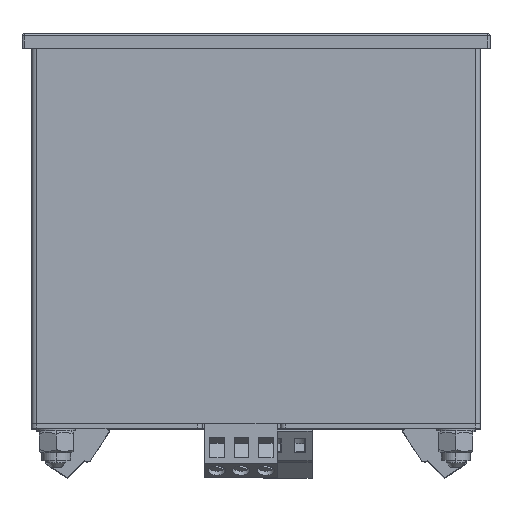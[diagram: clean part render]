
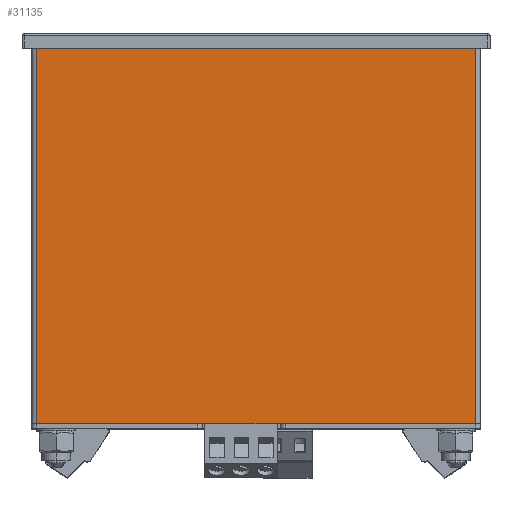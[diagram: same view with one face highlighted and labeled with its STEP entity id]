
A CAD part, top view. The second image highlights one B-rep face of the part: STEP entity #31135.
In plain terms, the highlighted planar face has unit normal (0, 0, 1).
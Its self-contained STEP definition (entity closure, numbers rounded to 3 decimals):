
#31018=CARTESIAN_POINT('',(45.,0.,46.));
#31019=VERTEX_POINT('',#31018);
#31020=CARTESIAN_POINT('',(-45.,0.,46.));
#31021=VERTEX_POINT('',#31020);
#31022=CARTESIAN_POINT('',(45.,0.,46.));
#31023=DIRECTION('',(-1.,0.,0.));
#31024=VECTOR('',#31023,90.);
#31025=LINE('',#31022,#31024);
#31026=EDGE_CURVE('',#31019,#31021,#31025,.T.);
#31105=CARTESIAN_POINT('',(46.,-77.,46.));
#31106=DIRECTION('',(0.,0.,-1.));
#31107=DIRECTION('',(-1.,0.,0.));
#31108=AXIS2_PLACEMENT_3D('',#31105,#31106,#31107);
#31109=PLANE('',#31108);
#31110=CARTESIAN_POINT('',(45.,-77.,46.));
#31111=VERTEX_POINT('',#31110);
#31112=CARTESIAN_POINT('',(-45.,-77.,46.));
#31113=VERTEX_POINT('',#31112);
#31114=CARTESIAN_POINT('',(45.,-77.,46.));
#31115=DIRECTION('',(-1.,0.,0.));
#31116=VECTOR('',#31115,90.);
#31117=LINE('',#31114,#31116);
#31118=EDGE_CURVE('',#31111,#31113,#31117,.T.);
#31119=ORIENTED_EDGE('',*,*,#31118,.F.);
#31120=CARTESIAN_POINT('',(45.,-77.,46.));
#31121=DIRECTION('',(0.,1.,0.));
#31122=VECTOR('',#31121,77.);
#31123=LINE('',#31120,#31122);
#31124=EDGE_CURVE('',#31111,#31019,#31123,.T.);
#31125=ORIENTED_EDGE('',*,*,#31124,.T.);
#31126=ORIENTED_EDGE('',*,*,#31026,.T.);
#31127=CARTESIAN_POINT('',(-45.,0.,46.));
#31128=DIRECTION('',(-0.,-1.,-0.));
#31129=VECTOR('',#31128,77.);
#31130=LINE('',#31127,#31129);
#31131=EDGE_CURVE('',#31021,#31113,#31130,.T.);
#31132=ORIENTED_EDGE('',*,*,#31131,.T.);
#31133=EDGE_LOOP('',(#31119,#31125,#31126,#31132));
#31134=FACE_BOUND('',#31133,.T.);
#31135=ADVANCED_FACE('',(#31134),#31109,.F.);
